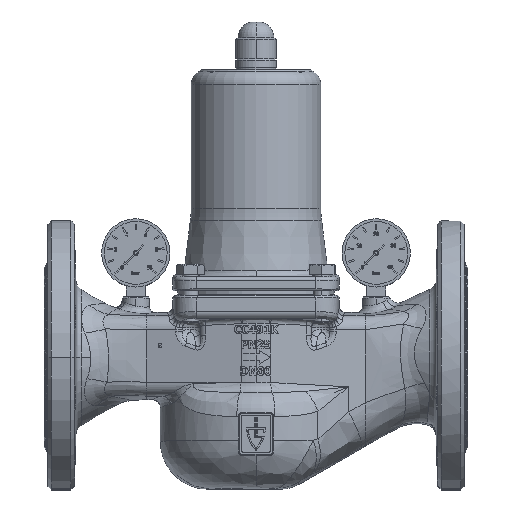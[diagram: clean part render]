
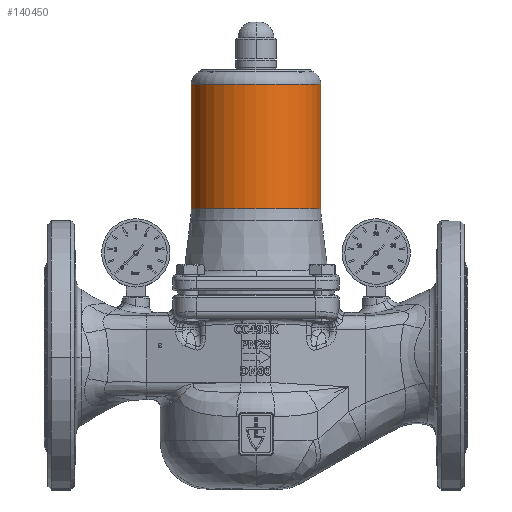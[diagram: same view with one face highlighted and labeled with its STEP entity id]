
A CAD part, top view. The second image highlights one B-rep face of the part: STEP entity #140450.
In plain terms, the highlighted cylindrical face has radius 47.5 mm (diameter 95 mm), a partial arc.
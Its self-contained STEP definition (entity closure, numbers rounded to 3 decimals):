
#94139 = CARTESIAN_POINT ( 'NONE',  ( 0., 261.753, 0. ) ) ;
#94256 = CIRCLE ( 'NONE', #94272, 47.5 ) ;
#94272 = AXIS2_PLACEMENT_3D ( 'NONE', #94139, #94414, #94411 ) ;
#94350 = CARTESIAN_POINT ( 'NONE',  ( 47.5, 261.753, 0. ) ) ;
#94411 = DIRECTION ( 'NONE',  ( -1., 0., 0. ) ) ;
#94414 = DIRECTION ( 'NONE',  ( 0., 1., 0. ) ) ;
#94654 = CARTESIAN_POINT ( 'NONE',  ( 47.5, 170.648, 0. ) ) ;
#95409 = CARTESIAN_POINT ( 'NONE',  ( -47.5, 170.648, 0. ) ) ;
#95466 = AXIS2_PLACEMENT_3D ( 'NONE', #95504, #95499, #95694 ) ;
#95499 = DIRECTION ( 'NONE',  ( 0., 1., 0. ) ) ;
#95504 = CARTESIAN_POINT ( 'NONE',  ( 0., 286.783, 0. ) ) ;
#95562 = CIRCLE ( 'NONE', #95692, 47.5 ) ;
#95564 = FACE_OUTER_BOUND ( 'NONE', #140346, .T. ) ;
#95569 = CYLINDRICAL_SURFACE ( 'NONE', #95466, 47.5 ) ;
#95572 = LINE ( 'NONE', #95654, #95652 ) ;
#95631 = CARTESIAN_POINT ( 'NONE',  ( -47.5, 261.753, 0. ) ) ;
#95633 = DIRECTION ( 'NONE',  ( 0., 1., 0. ) ) ;
#95635 = VECTOR ( 'NONE', #95633, 1000. ) ;
#95638 = CARTESIAN_POINT ( 'NONE',  ( 47.5, 286.783, 0. ) ) ;
#95640 = LINE ( 'NONE', #95638, #95635 ) ;
#95650 = DIRECTION ( 'NONE',  ( 0., 1., 0. ) ) ;
#95652 = VECTOR ( 'NONE', #95650, 1000. ) ;
#95654 = CARTESIAN_POINT ( 'NONE',  ( -47.5, 286.783, 0. ) ) ;
#95663 = DIRECTION ( 'NONE',  ( -1., 0., 0. ) ) ;
#95680 = CARTESIAN_POINT ( 'NONE',  ( 0., 170.648, 0. ) ) ;
#95687 = DIRECTION ( 'NONE',  ( 0., 1., 0. ) ) ;
#95692 = AXIS2_PLACEMENT_3D ( 'NONE', #95680, #95687, #95663 ) ;
#95694 = DIRECTION ( 'NONE',  ( -1., 0., 0. ) ) ;
#140334 = EDGE_CURVE ( 'NONE', #140458, #140339, #94256, .T. ) ;
#140339 = VERTEX_POINT ( 'NONE', #94350 ) ;
#140344 = ORIENTED_EDGE ( 'NONE', *, *, #140454, .F. ) ;
#140346 = EDGE_LOOP ( 'NONE', ( #140451, #140455, #140447, #140344 ) ) ;
#140392 = VERTEX_POINT ( 'NONE', #94654 ) ;
#140444 = VERTEX_POINT ( 'NONE', #95409 ) ;
#140447 = ORIENTED_EDGE ( 'NONE', *, *, #140334, .F. ) ;
#140450 = ADVANCED_FACE ( 'NONE', ( #95564 ), #95569, .T. ) ;
#140451 = ORIENTED_EDGE ( 'NONE', *, *, #140453, .T. ) ;
#140453 = EDGE_CURVE ( 'NONE', #140444, #140392, #95562, .T. ) ;
#140454 = EDGE_CURVE ( 'NONE', #140444, #140458, #95572, .T. ) ;
#140455 = ORIENTED_EDGE ( 'NONE', *, *, #140456, .T. ) ;
#140456 = EDGE_CURVE ( 'NONE', #140392, #140339, #95640, .T. ) ;
#140458 = VERTEX_POINT ( 'NONE', #95631 ) ;
